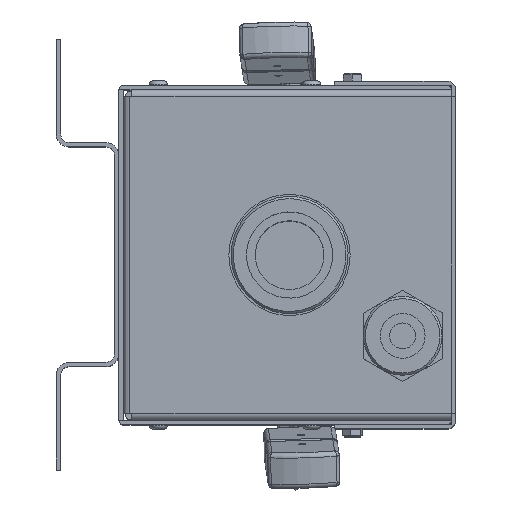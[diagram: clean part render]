
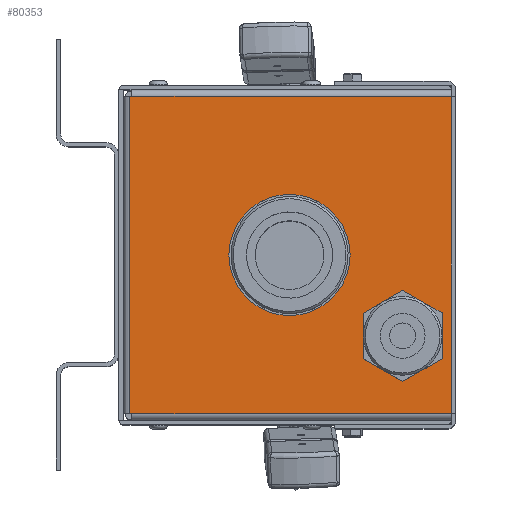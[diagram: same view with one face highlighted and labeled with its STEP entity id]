
A CAD part, top view. The second image highlights one B-rep face of the part: STEP entity #80353.
In plain terms, the highlighted planar face has unit normal (0, 0, 1).
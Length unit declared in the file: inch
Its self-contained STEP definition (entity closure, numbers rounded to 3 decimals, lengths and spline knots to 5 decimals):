
#1496=VECTOR('',#89477,1.);
#1497=VECTOR('',#89479,1.);
#1498=VECTOR('',#89480,1.);
#1499=VECTOR('',#89481,1.);
#10227=LINE('',#103411,#1496);
#10228=LINE('',#103413,#1497);
#10229=LINE('',#103416,#1498);
#10230=LINE('',#103418,#1499);
#20229=PLANE('',#85127);
#23385=CIRCLE('',#85128,2.14376);
#23386=CIRCLE('',#85129,1.11125);
#24019=VERTEX_POINT('',#103408);
#24020=VERTEX_POINT('',#103410);
#24021=VERTEX_POINT('',#103414);
#24022=VERTEX_POINT('',#103415);
#24023=VERTEX_POINT('',#103417);
#24024=VERTEX_POINT('',#103419);
#24025=VERTEX_POINT('',#103421);
#24026=VERTEX_POINT('',#103423);
#34578=EDGE_CURVE('',#24020,#24019,#10227,.T.);
#34579=EDGE_CURVE('',#24021,#24020,#10228,.T.);
#34580=EDGE_CURVE('',#24022,#24021,#10228,.T.);
#34581=EDGE_CURVE('',#24023,#24022,#10229,.T.);
#34582=EDGE_CURVE('',#24024,#24023,#10230,.T.);
#34583=EDGE_CURVE('',#24019,#24024,#10230,.T.);
#34584=EDGE_CURVE('',#24025,#24025,#23385,.T.);
#34585=EDGE_CURVE('',#24026,#24026,#23386,.T.);
#46681=ORIENTED_EDGE('',*,*,#34578,.F.);
#46682=ORIENTED_EDGE('',*,*,#34579,.F.);
#46683=ORIENTED_EDGE('',*,*,#34580,.F.);
#46684=ORIENTED_EDGE('',*,*,#34581,.F.);
#46685=ORIENTED_EDGE('',*,*,#34582,.F.);
#46686=ORIENTED_EDGE('',*,*,#34583,.F.);
#46687=ORIENTED_EDGE('',*,*,#34584,.F.);
#46688=ORIENTED_EDGE('',*,*,#34585,.F.);
#70144=EDGE_LOOP('',(#46681,#46682,#46683,#46684,#46685,#46686));
#70145=EDGE_LOOP('',(#46687));
#70146=EDGE_LOOP('',(#46688));
#75279=FACE_BOUND('',#70144,.T.);
#75280=FACE_BOUND('',#70145,.T.);
#75281=FACE_BOUND('',#70146,.T.);
#80353=ADVANCED_FACE('',(#75279,#75280,#75281),#20229,.T.);
#85127=AXIS2_PLACEMENT_3D('',#103412,#89478,$);
#85128=AXIS2_PLACEMENT_3D('',#103420,#89482,#89483);
#85129=AXIS2_PLACEMENT_3D('',#103422,#89484,#89485);
#89477=DIRECTION('',(-1.,0.,0.));
#89478=DIRECTION('',(0.,0.,1.));
#89479=DIRECTION('',(0.,-1.,0.));
#89480=DIRECTION('',(1.,0.,0.));
#89481=DIRECTION('',(0.,1.,0.));
#89482=DIRECTION('',(0.,0.,1.));
#89483=DIRECTION('',(2.144,0.,0.));
#89484=DIRECTION('',(0.,0.,1.));
#89485=DIRECTION('',(1.111,0.,0.));
#103408=CARTESIAN_POINT('',(-5.61848,-5.6515,0.1524));
#103410=CARTESIAN_POINT('',(5.61848,-5.6515,0.1524));
#103411=CARTESIAN_POINT('',(0.,-5.6515,0.1524));
#103412=CARTESIAN_POINT('',(0.,0.00297,0.1524));
#103413=CARTESIAN_POINT('',(5.61848,0.07769,0.1524));
#103414=CARTESIAN_POINT('',(5.61848,-5.5753,0.1524));
#103415=CARTESIAN_POINT('',(5.61848,5.8801,0.1524));
#103416=CARTESIAN_POINT('',(5.84708,5.8801,0.1524));
#103417=CARTESIAN_POINT('',(-5.61848,5.8801,0.1524));
#103418=CARTESIAN_POINT('',(-5.61848,-5.5753,0.1524));
#103419=CARTESIAN_POINT('',(-5.61848,-5.5753,0.1524));
#103420=CARTESIAN_POINT('',(0.,0.,0.1524));
#103421=CARTESIAN_POINT('',(2.14376,0.,0.1524));
#103422=CARTESIAN_POINT('',(2.86512,4.0005,0.1524));
#103423=CARTESIAN_POINT('',(3.97637,4.0005,0.1524));
